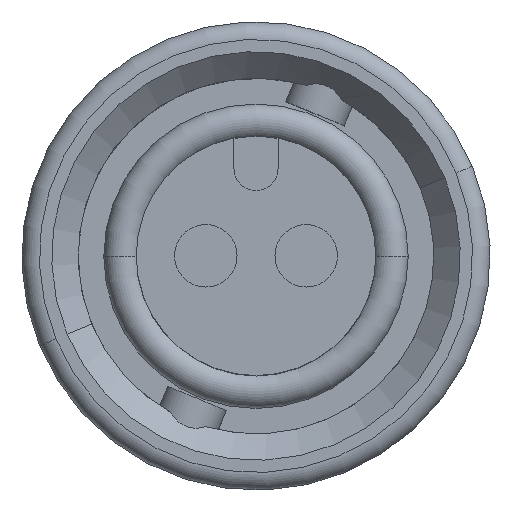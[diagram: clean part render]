
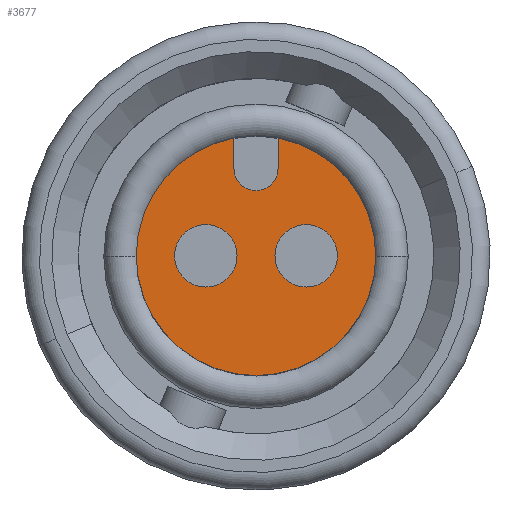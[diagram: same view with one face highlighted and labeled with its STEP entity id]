
A CAD part, top view. The second image highlights one B-rep face of the part: STEP entity #3677.
In plain terms, the highlighted planar face has unit normal (0, 0, 1).
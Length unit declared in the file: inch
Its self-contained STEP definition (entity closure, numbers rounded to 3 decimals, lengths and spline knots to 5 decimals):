
#1 = VECTOR ( 'NONE', #6077, 39.37008 ) ;
#10 = AXIS2_PLACEMENT_3D ( 'NONE', #4424, #4425, #4426 ) ;
#76 = CIRCLE ( 'NONE', #8152, 0.136 ) ;
#176 = AXIS2_PLACEMENT_3D ( 'NONE', #5967, #5968, #5969 ) ;
#240 = CIRCLE ( 'NONE', #176, 0.136 ) ;
#275 = AXIS2_PLACEMENT_3D ( 'NONE', #1094, #1095, #1096 ) ;
#1094 = CARTESIAN_POINT ( 'NONE',  ( -0.057, 0., 0.9 ) ) ;
#1095 = DIRECTION ( 'NONE',  ( 0., 0., 1. ) ) ;
#1096 = DIRECTION ( 'NONE',  ( 1., 0., 0. ) ) ;
#1352 = CARTESIAN_POINT ( 'NONE',  ( 0., 0., 0.9 ) ) ;
#1353 = DIRECTION ( 'NONE',  ( 0., 0., 1. ) ) ;
#1354 = DIRECTION ( 'NONE',  ( 1., 0., 0. ) ) ;
#1569 = CIRCLE ( 'NONE', #275, 0.0355 ) ;
#1628 = AXIS2_PLACEMENT_3D ( 'NONE', #6823, #6824, #6825 ) ;
#1659 = CIRCLE ( 'NONE', #1664, 0.025 ) ;
#1662 = CIRCLE ( 'NONE', #1681, 0.0355 ) ;
#1664 = AXIS2_PLACEMENT_3D ( 'NONE', #6700, #6701, #6702 ) ;
#1679 = CIRCLE ( 'NONE', #1628, 0.0355 ) ;
#1681 = AXIS2_PLACEMENT_3D ( 'NONE', #6836, #6837, #6838 ) ;
#1695 = CIRCLE ( 'NONE', #1711, 0.0355 ) ;
#1699 = AXIS2_PLACEMENT_3D ( 'NONE', #4241, #4242, #4243 ) ;
#1700 = CIRCLE ( 'NONE', #1699, 0.136 ) ;
#1711 = AXIS2_PLACEMENT_3D ( 'NONE', #4224, #4225, #4226 ) ;
#3468 = EDGE_CURVE ( 'NONE', #9606, #9607, #1569, .T. ) ;
#3529 = EDGE_CURVE ( 'NONE', #9598, #9524, #76, .T. ) ;
#3625 = EDGE_CURVE ( 'NONE', #9528, #9538, #1695, .T. ) ;
#3630 = EDGE_CURVE ( 'NONE', #9601, #9600, #1700, .T. ) ;
#3677 = ADVANCED_FACE ( 'NONE', ( #9873, #9877, #9878 ), #4423, .T. ) ;
#4224 = CARTESIAN_POINT ( 'NONE',  ( 0.057, 0., 0.9 ) ) ;
#4225 = DIRECTION ( 'NONE',  ( 0., 0., 1. ) ) ;
#4226 = DIRECTION ( 'NONE',  ( 1., 0., 0. ) ) ;
#4241 = CARTESIAN_POINT ( 'NONE',  ( 0., 0., 0.9 ) ) ;
#4242 = DIRECTION ( 'NONE',  ( 0., 0., 1. ) ) ;
#4243 = DIRECTION ( 'NONE',  ( 1., 0., 0. ) ) ;
#4423 = PLANE ( 'NONE',  #10 ) ;
#4424 = CARTESIAN_POINT ( 'NONE',  ( 0., 0., 0.9 ) ) ;
#4425 = DIRECTION ( 'NONE',  ( 0., 0., 1. ) ) ;
#4426 = DIRECTION ( 'NONE',  ( 1., 0., 0. ) ) ;
#5057 = VECTOR ( 'NONE', #6098, 39.37008 ) ;
#5967 = CARTESIAN_POINT ( 'NONE',  ( 0., 0., 0.9 ) ) ;
#5968 = DIRECTION ( 'NONE',  ( 0., 0., 1. ) ) ;
#5969 = DIRECTION ( 'NONE',  ( 1., 0., 0. ) ) ;
#6076 = CARTESIAN_POINT ( 'NONE',  ( -0.025, 0., 0.9 ) ) ;
#6077 = DIRECTION ( 'NONE',  ( 0., -1., 0. ) ) ;
#6097 = CARTESIAN_POINT ( 'NONE',  ( 0.025, 0.099, 0.9 ) ) ;
#6098 = DIRECTION ( 'NONE',  ( 0., 1., 0. ) ) ;
#6700 = CARTESIAN_POINT ( 'NONE',  ( 0., 0.099, 0.9 ) ) ;
#6701 = DIRECTION ( 'NONE',  ( 0., 0., 1. ) ) ;
#6702 = DIRECTION ( 'NONE',  ( 1., 0., 0. ) ) ;
#6823 = CARTESIAN_POINT ( 'NONE',  ( -0.057, 0., 0.9 ) ) ;
#6824 = DIRECTION ( 'NONE',  ( 0., 0., 1. ) ) ;
#6825 = DIRECTION ( 'NONE',  ( 1., 0., 0. ) ) ;
#6836 = CARTESIAN_POINT ( 'NONE',  ( 0.057, 0., 0.9 ) ) ;
#6837 = DIRECTION ( 'NONE',  ( 0., 0., 1. ) ) ;
#6838 = DIRECTION ( 'NONE',  ( 1., 0., 0. ) ) ;
#7194 = CARTESIAN_POINT ( 'NONE',  ( -0.025, 0.099, 0.9 ) ) ;
#7195 = CARTESIAN_POINT ( 'NONE',  ( 0.025, 0.099, 0.9 ) ) ;
#7265 = CARTESIAN_POINT ( 'NONE',  ( 0.025, 0.13368, 0.9 ) ) ;
#7269 = CARTESIAN_POINT ( 'NONE',  ( 0.0215, 0., 0.9 ) ) ;
#7278 = CARTESIAN_POINT ( 'NONE',  ( 0.0925, 0., 0.9 ) ) ;
#7337 = CARTESIAN_POINT ( 'NONE',  ( 0.136, 0., 0.9 ) ) ;
#7339 = CARTESIAN_POINT ( 'NONE',  ( -0.136, 0., 0.9 ) ) ;
#7340 = CARTESIAN_POINT ( 'NONE',  ( -0.025, 0.13368, 0.9 ) ) ;
#7345 = CARTESIAN_POINT ( 'NONE',  ( -0.0925, 0., 0.9 ) ) ;
#7346 = CARTESIAN_POINT ( 'NONE',  ( -0.0215, 0., 0.9 ) ) ;
#7503 = EDGE_CURVE ( 'NONE', #9600, #9598, #240, .T. ) ;
#7514 = EDGE_CURVE ( 'NONE', #9601, #8318, #9964, .T. ) ;
#7520 = EDGE_CURVE ( 'NONE', #8319, #9524, #9968, .T. ) ;
#7616 = EDGE_CURVE ( 'NONE', #8318, #8319, #1659, .T. ) ;
#7640 = EDGE_CURVE ( 'NONE', #9607, #9606, #1679, .T. ) ;
#7644 = EDGE_CURVE ( 'NONE', #9538, #9528, #1662, .T. ) ;
#8152 = AXIS2_PLACEMENT_3D ( 'NONE', #1352, #1353, #1354 ) ;
#8185 = EDGE_LOOP ( 'NONE', ( #8573, #8574 ) ) ;
#8193 = EDGE_LOOP ( 'NONE', ( #8576, #8577, #8578, #8580, #8581, #8579 ) ) ;
#8208 = EDGE_LOOP ( 'NONE', ( #8572, #8575 ) ) ;
#8318 = VERTEX_POINT ( 'NONE', #7194 ) ;
#8319 = VERTEX_POINT ( 'NONE', #7195 ) ;
#8572 = ORIENTED_EDGE ( 'NONE', *, *, #7644, .F. ) ;
#8573 = ORIENTED_EDGE ( 'NONE', *, *, #7640, .F. ) ;
#8574 = ORIENTED_EDGE ( 'NONE', *, *, #3468, .F. ) ;
#8575 = ORIENTED_EDGE ( 'NONE', *, *, #3625, .F. ) ;
#8576 = ORIENTED_EDGE ( 'NONE', *, *, #7514, .F. ) ;
#8577 = ORIENTED_EDGE ( 'NONE', *, *, #3630, .T. ) ;
#8578 = ORIENTED_EDGE ( 'NONE', *, *, #7503, .T. ) ;
#8579 = ORIENTED_EDGE ( 'NONE', *, *, #7616, .F. ) ;
#8580 = ORIENTED_EDGE ( 'NONE', *, *, #3529, .T. ) ;
#8581 = ORIENTED_EDGE ( 'NONE', *, *, #7520, .F. ) ;
#9524 = VERTEX_POINT ( 'NONE', #7265 ) ;
#9528 = VERTEX_POINT ( 'NONE', #7269 ) ;
#9538 = VERTEX_POINT ( 'NONE', #7278 ) ;
#9598 = VERTEX_POINT ( 'NONE', #7337 ) ;
#9600 = VERTEX_POINT ( 'NONE', #7339 ) ;
#9601 = VERTEX_POINT ( 'NONE', #7340 ) ;
#9606 = VERTEX_POINT ( 'NONE', #7345 ) ;
#9607 = VERTEX_POINT ( 'NONE', #7346 ) ;
#9873 = FACE_BOUND ( 'NONE', #8185, .T. ) ;
#9877 = FACE_BOUND ( 'NONE', #8208, .T. ) ;
#9878 = FACE_OUTER_BOUND ( 'NONE', #8193, .T. ) ;
#9964 = LINE ( 'NONE', #6076, #1 ) ;
#9968 = LINE ( 'NONE', #6097, #5057 ) ;
